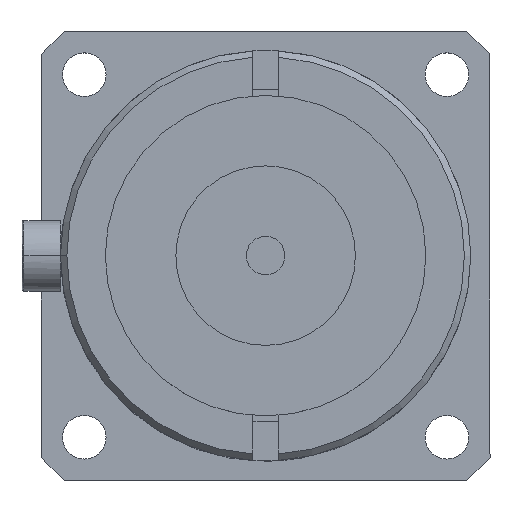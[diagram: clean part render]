
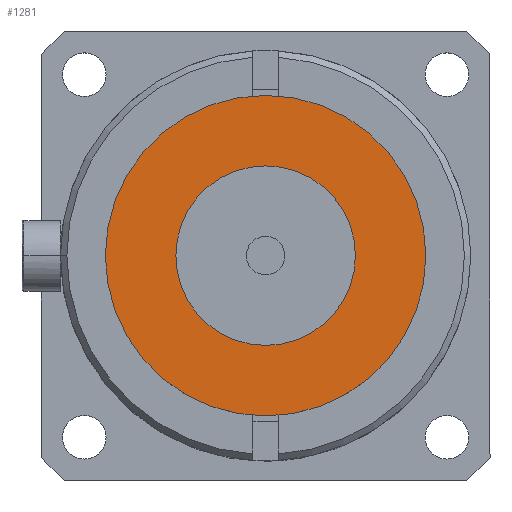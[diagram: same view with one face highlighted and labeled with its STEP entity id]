
A CAD part, top view. The second image highlights one B-rep face of the part: STEP entity #1281.
In plain terms, the highlighted planar face has unit normal (0, 0, 1).
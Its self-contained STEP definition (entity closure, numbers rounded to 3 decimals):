
#688 = VERTEX_POINT ( 'NONE', #5139 ) ;
#719 = VERTEX_POINT ( 'NONE', #5248 ) ;
#771 = EDGE_CURVE ( 'NONE', #688, #719, #5236, .T. ) ;
#845 = VERTEX_POINT ( 'NONE', #5517 ) ;
#851 = EDGE_CURVE ( 'NONE', #845, #852, #5535, .T. ) ;
#852 = VERTEX_POINT ( 'NONE', #5523 ) ;
#1281 = ADVANCED_FACE ( 'NONE', ( #3280, #3271 ), #3279, .T. ) ;
#1300 = EDGE_LOOP ( 'NONE', ( #1412, #1407 ) ) ;
#1366 = EDGE_CURVE ( 'NONE', #852, #845, #2398, .T. ) ;
#1367 = ORIENTED_EDGE ( 'NONE', *, *, #1366, .F. ) ;
#1368 = ORIENTED_EDGE ( 'NONE', *, *, #851, .F. ) ;
#1377 = EDGE_CURVE ( 'NONE', #719, #688, #2401, .T. ) ;
#1407 = ORIENTED_EDGE ( 'NONE', *, *, #771, .T. ) ;
#1412 = ORIENTED_EDGE ( 'NONE', *, *, #1377, .T. ) ;
#1423 = EDGE_LOOP ( 'NONE', ( #1367, #1368 ) ) ;
#2383 = DIRECTION ( 'NONE',  ( 1., 0., 0. ) ) ;
#2384 = DIRECTION ( 'NONE',  ( 0., 0., 1. ) ) ;
#2385 = CARTESIAN_POINT ( 'NONE',  ( 0., 0., 26.5 ) ) ;
#2387 = DIRECTION ( 'NONE',  ( 1., 0., 0. ) ) ;
#2388 = DIRECTION ( 'NONE',  ( 0., 0., 1. ) ) ;
#2391 = CARTESIAN_POINT ( 'NONE',  ( 0., 0., 26.5 ) ) ;
#2392 = AXIS2_PLACEMENT_3D ( 'NONE', #2391, #2384, #2383 ) ;
#2398 = CIRCLE ( 'NONE', #2405, 7. ) ;
#2401 = CIRCLE ( 'NONE', #2392, 12.5 ) ;
#2405 = AXIS2_PLACEMENT_3D ( 'NONE', #2385, #2388, #2387 ) ;
#3271 = FACE_BOUND ( 'NONE', #1423, .T. ) ;
#3273 = DIRECTION ( 'NONE',  ( 1., 0., 0. ) ) ;
#3274 = DIRECTION ( 'NONE',  ( 0., 0., 1. ) ) ;
#3275 = CARTESIAN_POINT ( 'NONE',  ( 0., 0., 26.5 ) ) ;
#3276 = AXIS2_PLACEMENT_3D ( 'NONE', #3275, #3274, #3273 ) ;
#3279 = PLANE ( 'NONE',  #3276 ) ;
#3280 = FACE_OUTER_BOUND ( 'NONE', #1300, .T. ) ;
#5139 = CARTESIAN_POINT ( 'NONE',  ( 12.5, 0., 26.5 ) ) ;
#5226 = AXIS2_PLACEMENT_3D ( 'NONE', #5230, #5227, #5229 ) ;
#5227 = DIRECTION ( 'NONE',  ( 0., 0., 1. ) ) ;
#5229 = DIRECTION ( 'NONE',  ( 1., 0., 0. ) ) ;
#5230 = CARTESIAN_POINT ( 'NONE',  ( 0., 0., 26.5 ) ) ;
#5236 = CIRCLE ( 'NONE', #5226, 12.5 ) ;
#5248 = CARTESIAN_POINT ( 'NONE',  ( -12.5, 0., 26.5 ) ) ;
#5517 = CARTESIAN_POINT ( 'NONE',  ( 7., 0., 26.5 ) ) ;
#5523 = CARTESIAN_POINT ( 'NONE',  ( -7., 0., 26.5 ) ) ;
#5524 = DIRECTION ( 'NONE',  ( 1., 0., 0. ) ) ;
#5532 = CARTESIAN_POINT ( 'NONE',  ( 0., 0., 26.5 ) ) ;
#5533 = DIRECTION ( 'NONE',  ( 0., 0., 1. ) ) ;
#5534 = AXIS2_PLACEMENT_3D ( 'NONE', #5532, #5533, #5524 ) ;
#5535 = CIRCLE ( 'NONE', #5534, 7. ) ;
